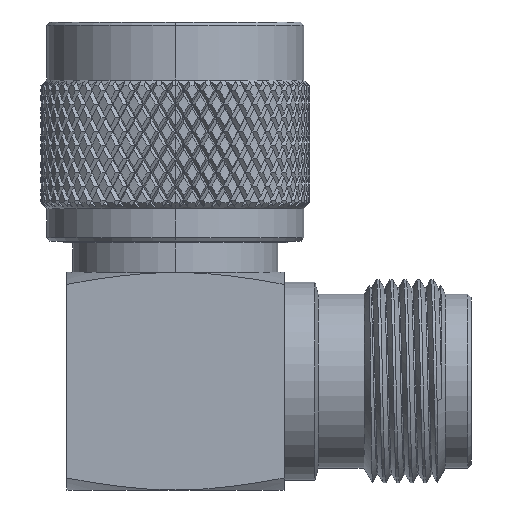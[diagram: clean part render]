
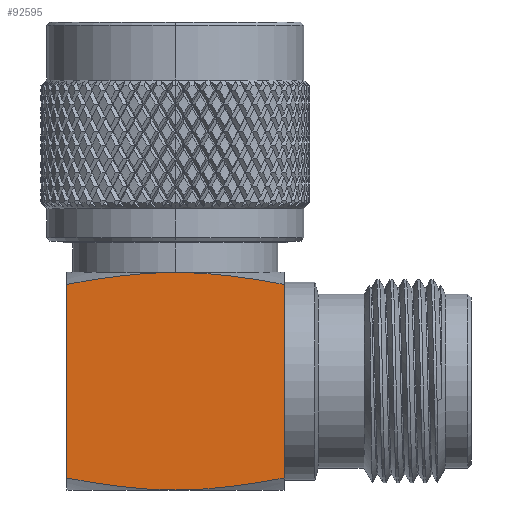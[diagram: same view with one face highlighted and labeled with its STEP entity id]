
A CAD part, left-side view. The second image highlights one B-rep face of the part: STEP entity #92595.
In plain terms, the highlighted planar face has unit normal (-1, 0, 0).
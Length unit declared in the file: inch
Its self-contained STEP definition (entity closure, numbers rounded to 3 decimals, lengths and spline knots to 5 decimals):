
#839 = B_SPLINE_CURVE_WITH_KNOTS ( 'NONE', 3,
 ( #89216, #4384, #42183, #110659, #18380, #83979, #119950, #102566 ),
 .UNSPECIFIED., .F., .F.,
 ( 4, 2, 2, 4 ),
 ( 0.02602, 0.02814, 0.03026, 0.0345 ),
 .UNSPECIFIED. ) ;
#4384 = CARTESIAN_POINT ( 'NONE',  ( -0.33465, -0.0283, 0.04894 ) ) ;
#6706 = CARTESIAN_POINT ( 'NONE',  ( -0.33465, -0.33465, 0.01179 ) ) ;
#8530 = EDGE_CURVE ( 'NONE', #101162, #83055, #56646, .T. ) ;
#9588 = DIRECTION ( 'NONE',  ( 0., 0., 1. ) ) ;
#11593 = CARTESIAN_POINT ( 'NONE',  ( -0.33465, 0.33465, 0.01179 ) ) ;
#12714 = VERTEX_POINT ( 'NONE', #39711 ) ;
#16068 = EDGE_CURVE ( 'NONE', #83055, #91998, #67557, .T. ) ;
#18380 = CARTESIAN_POINT ( 'NONE',  ( -0.33465, -0.14098, 0.04153 ) ) ;
#23820 = DIRECTION ( 'NONE',  ( 0., 0., 1. ) ) ;
#24432 = LINE ( 'NONE', #33128, #38064 ) ;
#27662 = CARTESIAN_POINT ( 'NONE',  ( -0.33465, 0.11301, -0.61566 ) ) ;
#27680 = CARTESIAN_POINT ( 'NONE',  ( -0.33465, 0., -0.62036 ) ) ;
#27749 = EDGE_CURVE ( 'NONE', #12714, #101162, #108002, .T. ) ;
#30865 = B_SPLINE_CURVE_WITH_KNOTS ( 'NONE', 3,
 ( #66020, #36964, #112509, #27680 ),
 .UNSPECIFIED., .F., .F.,
 ( 4, 4 ),
 ( 0.01751, 0.02604 ),
 .UNSPECIFIED. ) ;
#33128 = CARTESIAN_POINT ( 'NONE',  ( -0.33465, -0.33465, -0.62036 ) ) ;
#33232 = PLANE ( 'NONE',  #77895 ) ;
#33836 = DIRECTION ( 'NONE',  ( 0., 0., -1. ) ) ;
#36353 = CARTESIAN_POINT ( 'NONE',  ( -0.33465, 0.02831, -0.62036 ) ) ;
#36964 = CARTESIAN_POINT ( 'NONE',  ( -0.33465, -0.22469, -0.60405 ) ) ;
#38064 = VECTOR ( 'NONE', #23820, 39.37008 ) ;
#39711 = CARTESIAN_POINT ( 'NONE',  ( -0.33465, 0., -0.62036 ) ) ;
#41733 = ORIENTED_EDGE ( 'NONE', *, *, #49149, .T. ) ;
#42183 = CARTESIAN_POINT ( 'NONE',  ( -0.33465, -0.05674, 0.04795 ) ) ;
#42485 = DIRECTION ( 'NONE',  ( 1., 0., 0. ) ) ;
#46238 = CARTESIAN_POINT ( 'NONE',  ( -0.33465, 0.14098, -0.61295 ) ) ;
#49149 = EDGE_CURVE ( 'NONE', #52262, #95963, #24432, .T. ) ;
#49296 = VECTOR ( 'NONE', #9588, 39.37008 ) ;
#52219 = CARTESIAN_POINT ( 'NONE',  ( -0.33465, 0., 0.04894 ) ) ;
#52262 = VERTEX_POINT ( 'NONE', #75027 ) ;
#56646 = LINE ( 'NONE', #57258, #49296 ) ;
#57258 = CARTESIAN_POINT ( 'NONE',  ( -0.33465, 0.33465, -0.62036 ) ) ;
#60950 = CARTESIAN_POINT ( 'NONE',  ( -0.33465, 0.33465, 0.01179 ) ) ;
#66020 = CARTESIAN_POINT ( 'NONE',  ( -0.33465, -0.33465, -0.58321 ) ) ;
#67557 = B_SPLINE_CURVE_WITH_KNOTS ( 'NONE', 3,
 ( #11593, #104500, #95793, #113819 ),
 .UNSPECIFIED., .F., .F.,
 ( 4, 4 ),
 ( 0.01749, 0.02602 ),
 .UNSPECIFIED. ) ;
#70543 = ORIENTED_EDGE ( 'NONE', *, *, #114382, .F. ) ;
#70691 = ORIENTED_EDGE ( 'NONE', *, *, #27749, .F. ) ;
#70947 = CARTESIAN_POINT ( 'NONE',  ( -0.33465, 0.33465, -0.62036 ) ) ;
#73401 = FACE_OUTER_BOUND ( 'NONE', #111478, .T. ) ;
#74694 = CARTESIAN_POINT ( 'NONE',  ( -0.33465, 0.33465, -0.58321 ) ) ;
#75027 = CARTESIAN_POINT ( 'NONE',  ( -0.33465, -0.33465, -0.58321 ) ) ;
#77895 = AXIS2_PLACEMENT_3D ( 'NONE', #70947, #42485, #33836 ) ;
#80338 = CARTESIAN_POINT ( 'NONE',  ( -0.33465, 0.33465, -0.58321 ) ) ;
#82130 = CARTESIAN_POINT ( 'NONE',  ( -0.33465, 0., -0.62036 ) ) ;
#82679 = ORIENTED_EDGE ( 'NONE', *, *, #16068, .F. ) ;
#83055 = VERTEX_POINT ( 'NONE', #60950 ) ;
#83958 = CARTESIAN_POINT ( 'NONE',  ( -0.33465, 0.27969, -0.59363 ) ) ;
#83979 = CARTESIAN_POINT ( 'NONE',  ( -0.33465, -0.22451, 0.03145 ) ) ;
#89216 = CARTESIAN_POINT ( 'NONE',  ( -0.33465, 0., 0.04894 ) ) ;
#90819 = ORIENTED_EDGE ( 'NONE', *, *, #108783, .F. ) ;
#91998 = VERTEX_POINT ( 'NONE', #52219 ) ;
#92595 = ADVANCED_FACE ( 'NONE', ( #73401 ), #33232, .F. ) ;
#93252 = CARTESIAN_POINT ( 'NONE',  ( -0.33465, 0.05674, -0.61937 ) ) ;
#93822 = ORIENTED_EDGE ( 'NONE', *, *, #8530, .F. ) ;
#95793 = CARTESIAN_POINT ( 'NONE',  ( -0.33465, 0.11389, 0.04894 ) ) ;
#95963 = VERTEX_POINT ( 'NONE', #6706 ) ;
#101162 = VERTEX_POINT ( 'NONE', #80338 ) ;
#101333 = CARTESIAN_POINT ( 'NONE',  ( -0.33465, 0.22451, -0.60287 ) ) ;
#102566 = CARTESIAN_POINT ( 'NONE',  ( -0.33465, -0.33465, 0.01179 ) ) ;
#104500 = CARTESIAN_POINT ( 'NONE',  ( -0.33465, 0.22469, 0.03263 ) ) ;
#108002 = B_SPLINE_CURVE_WITH_KNOTS ( 'NONE', 3,
 ( #82130, #36353, #93252, #27662, #46238, #101333, #83958, #74694 ),
 .UNSPECIFIED., .F., .F.,
 ( 4, 2, 2, 4 ),
 ( 0.02604, 0.02816, 0.03028, 0.03452 ),
 .UNSPECIFIED. ) ;
#108783 = EDGE_CURVE ( 'NONE', #91998, #95963, #839, .T. ) ;
#110659 = CARTESIAN_POINT ( 'NONE',  ( -0.33465, -0.11301, 0.04424 ) ) ;
#111478 = EDGE_LOOP ( 'NONE', ( #70543, #41733, #90819, #82679, #93822, #70691 ) ) ;
#112509 = CARTESIAN_POINT ( 'NONE',  ( -0.33465, -0.11389, -0.62036 ) ) ;
#113819 = CARTESIAN_POINT ( 'NONE',  ( -0.33465, 0., 0.04894 ) ) ;
#114382 = EDGE_CURVE ( 'NONE', #52262, #12714, #30865, .T. ) ;
#119950 = CARTESIAN_POINT ( 'NONE',  ( -0.33465, -0.27969, 0.02221 ) ) ;
